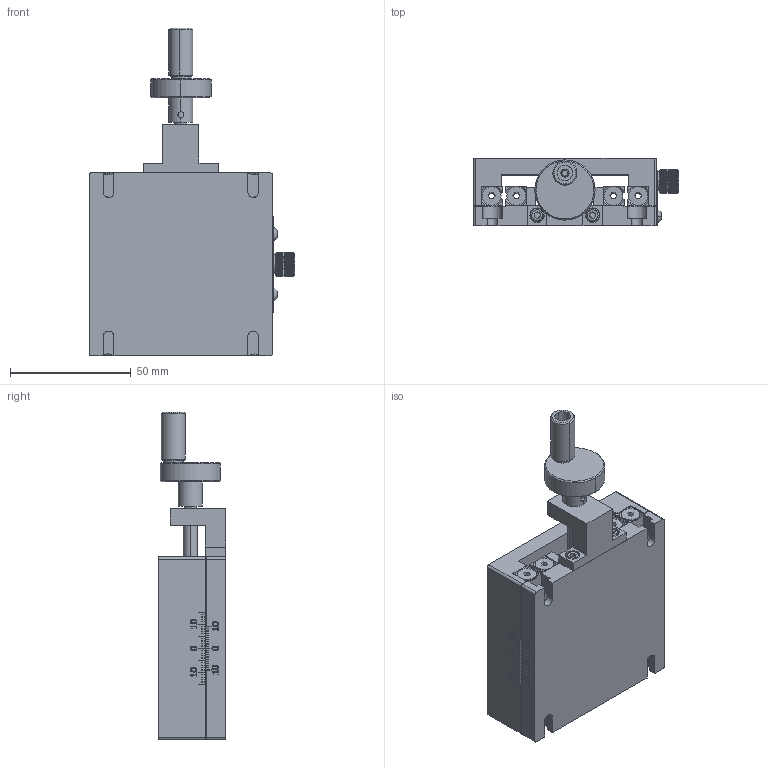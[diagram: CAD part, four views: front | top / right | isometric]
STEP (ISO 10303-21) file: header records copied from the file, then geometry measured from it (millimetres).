
FILE_DESCRIPTION (( 'STEP AP214' ), '1' );
FILE_NAME ('06HWS-1M.STEP', '2018-07-18T04:04:06', ( '' ), ( '' ), 'SwSTEP 2.0', 'SolidWorks 2016', '' );
FILE_SCHEMA (( 'AUTOMOTIVE_DESIGN' ));
Length unit declared in the file: millimetre
Products named in the file (1): 06HWS-1M
Bounding box: 85.2 x 28 x 136 mm (x, y, z)
Surface area: 54160.5 mm2 (no closed solid volume)
Topology: 0 solids, 45 shells, 652 faces, 2457 edges, 1778 vertices
Faces by surface type: plane 407, cylinder 162, cone 58, bspline 11, torus 10, sphere 4
Entity records: 36127 total; most frequent: CARTESIAN_POINT 8909, ORIENTED_EDGE 3974, DIRECTION 3840, EDGE_CURVE 2457, VERTEX_POINT 1778, VECTOR 1438, LINE 1438, AXIS2_PLACEMENT_3D 1201
